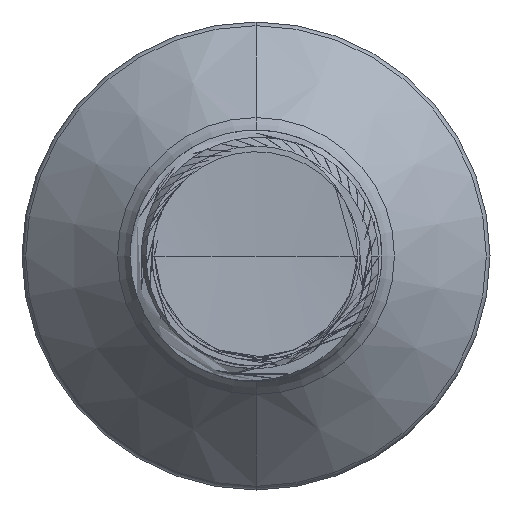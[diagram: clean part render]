
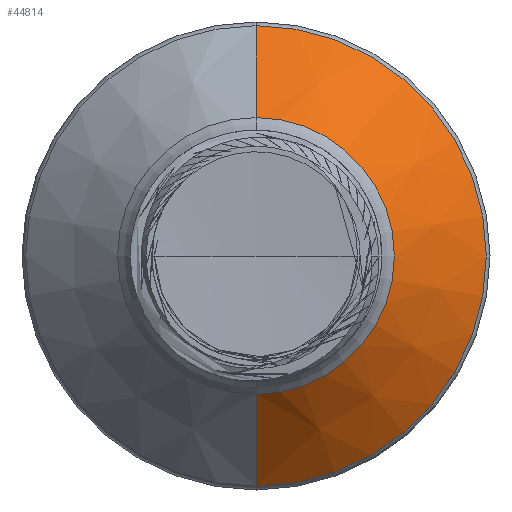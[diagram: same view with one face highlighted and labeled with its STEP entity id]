
A CAD part, front view. The second image highlights one B-rep face of the part: STEP entity #44814.
In plain terms, the highlighted conical face has half-angle 45 degrees and reference radius 2.75 mm.
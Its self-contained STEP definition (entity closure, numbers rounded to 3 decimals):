
#538 = CIRCLE ( 'NONE', #5542, 4.577 ) ;
#2996 = ORIENTED_EDGE ( 'NONE', *, *, #8768, .T. ) ;
#3961 = LINE ( 'NONE', #43931, #41036 ) ;
#5170 = DIRECTION ( 'NONE',  ( 0., 0.707, -0.707 ) ) ;
#5351 = CARTESIAN_POINT ( 'NONE',  ( 0., 41.365, 0. ) ) ;
#5542 = AXIS2_PLACEMENT_3D ( 'NONE', #30365, #8332, #33917 ) ;
#5660 = LINE ( 'NONE', #39004, #14458 ) ;
#8251 = VERTEX_POINT ( 'NONE', #24916 ) ;
#8332 = DIRECTION ( 'NONE',  ( 0., 1., 0. ) ) ;
#8768 = EDGE_CURVE ( 'NONE', #37564, #32603, #10200, .T. ) ;
#9124 = DIRECTION ( 'NONE',  ( 0., 0., 1. ) ) ;
#9596 = VERTEX_POINT ( 'NONE', #12111 ) ;
#9670 = CARTESIAN_POINT ( 'NONE',  ( 0., 41.365, -2.75 ) ) ;
#10200 = CIRCLE ( 'NONE', #37738, 2.75 ) ;
#12111 = CARTESIAN_POINT ( 'NONE',  ( 0., 43.192, -4.577 ) ) ;
#12899 = DIRECTION ( 'NONE',  ( 0., 1., 0. ) ) ;
#14033 = DIRECTION ( 'NONE',  ( 0., 0.707, 0.707 ) ) ;
#14458 = VECTOR ( 'NONE', #14033, 1000. ) ;
#24502 = DIRECTION ( 'NONE',  ( 0., 0., 1. ) ) ;
#24597 = DIRECTION ( 'NONE',  ( 0., 1., 0. ) ) ;
#24701 = CARTESIAN_POINT ( 'NONE',  ( 0., 41.365, 0. ) ) ;
#24916 = CARTESIAN_POINT ( 'NONE',  ( 0., 43.192, 4.577 ) ) ;
#27978 = ORIENTED_EDGE ( 'NONE', *, *, #33496, .T. ) ;
#28707 = ORIENTED_EDGE ( 'NONE', *, *, #34671, .F. ) ;
#30365 = CARTESIAN_POINT ( 'NONE',  ( 0., 43.192, 0. ) ) ;
#32603 = VERTEX_POINT ( 'NONE', #9670 ) ;
#33496 = EDGE_CURVE ( 'NONE', #32603, #9596, #3961, .T. ) ;
#33876 = AXIS2_PLACEMENT_3D ( 'NONE', #5351, #12899, #9124 ) ;
#33917 = DIRECTION ( 'NONE',  ( 0., 0., 1. ) ) ;
#34528 = EDGE_LOOP ( 'NONE', ( #2996, #27978, #36655, #28707 ) ) ;
#34671 = EDGE_CURVE ( 'NONE', #37564, #8251, #5660, .T. ) ;
#36363 = EDGE_CURVE ( 'NONE', #8251, #9596, #538, .T. ) ;
#36655 = ORIENTED_EDGE ( 'NONE', *, *, #36363, .F. ) ;
#37564 = VERTEX_POINT ( 'NONE', #44088 ) ;
#37738 = AXIS2_PLACEMENT_3D ( 'NONE', #24701, #24597, #24502 ) ;
#39004 = CARTESIAN_POINT ( 'NONE',  ( 0., 41.365, 2.75 ) ) ;
#41036 = VECTOR ( 'NONE', #5170, 1000. ) ;
#43871 = CONICAL_SURFACE ( 'NONE', #33876, 2.75, 0.785 ) ;
#43931 = CARTESIAN_POINT ( 'NONE',  ( 0., 41.365, -2.75 ) ) ;
#44088 = CARTESIAN_POINT ( 'NONE',  ( 0., 41.365, 2.75 ) ) ;
#44814 = ADVANCED_FACE ( 'NONE', ( #44896 ), #43871, .T. ) ;
#44896 = FACE_OUTER_BOUND ( 'NONE', #34528, .T. ) ;
